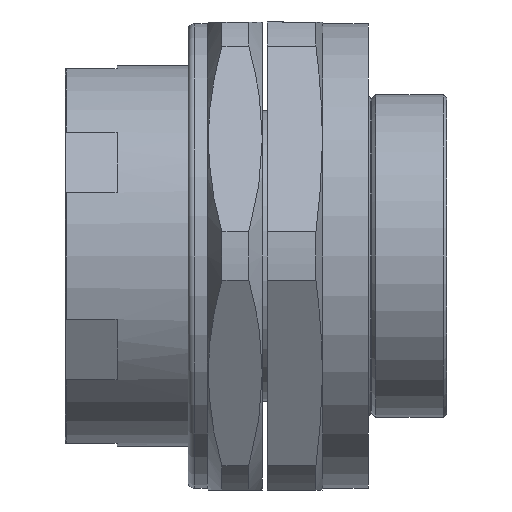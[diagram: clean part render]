
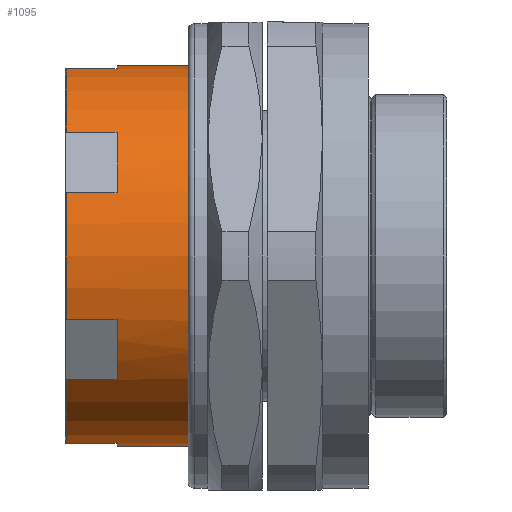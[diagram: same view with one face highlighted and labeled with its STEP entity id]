
A CAD part, front view. The second image highlights one B-rep face of the part: STEP entity #1095.
In plain terms, the highlighted cylindrical face has radius 59 mm (diameter 118 mm), a partial arc.
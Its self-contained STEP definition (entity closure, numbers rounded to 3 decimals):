
#1 = CARTESIAN_POINT ( 'NONE',  ( -30.62, 0., 0. ) ) ;
#13 = CARTESIAN_POINT ( 'NONE',  ( -30.62, 0., 0. ) ) ;
#21 = VERTEX_POINT ( 'NONE', #368 ) ;
#28 = ORIENTED_EDGE ( 'NONE', *, *, #3272, .T. ) ;
#56 = CARTESIAN_POINT ( 'NONE',  ( -30.62, -44.821, 38.367 ) ) ;
#70 = AXIS2_PLACEMENT_3D ( 'NONE', #3025, #1506, #3291 ) ;
#114 = CARTESIAN_POINT ( 'NONE',  ( -46.62, 0., -59. ) ) ;
#132 = CARTESIAN_POINT ( 'NONE',  ( -46.62, 0., 59. ) ) ;
#143 = ORIENTED_EDGE ( 'NONE', *, *, #3081, .F. ) ;
#210 = EDGE_CURVE ( 'NONE', #21, #1673, #2052, .T. ) ;
#270 = DIRECTION ( 'NONE',  ( 0., 0., -1. ) ) ;
#290 = LINE ( 'NONE', #1577, #377 ) ;
#291 = DIRECTION ( 'NONE',  ( 1., 0., 0. ) ) ;
#350 = DIRECTION ( 'NONE',  ( 0., 0., -1. ) ) ;
#367 = VERTEX_POINT ( 'NONE', #522 ) ;
#368 = CARTESIAN_POINT ( 'NONE',  ( -46.37, -10.817, 58. ) ) ;
#377 = VECTOR ( 'NONE', #1844, 1000. ) ;
#379 = CARTESIAN_POINT ( 'NONE',  ( -46.37, -10.817, -58. ) ) ;
#392 = EDGE_CURVE ( 'NONE', #1592, #2704, #2251, .T. ) ;
#418 = EDGE_CURVE ( 'NONE', #1636, #367, #1558, .T. ) ;
#484 = VERTEX_POINT ( 'NONE', #1107 ) ;
#493 = CYLINDRICAL_SURFACE ( 'NONE', #705, 59. ) ;
#522 = CARTESIAN_POINT ( 'NONE',  ( -30.62, -55.638, 19.633 ) ) ;
#544 = EDGE_CURVE ( 'NONE', #933, #21, #1853, .T. ) ;
#578 = VERTEX_POINT ( 'NONE', #1187 ) ;
#639 = DIRECTION ( 'NONE',  ( -1., 0., 0. ) ) ;
#656 = EDGE_CURVE ( 'NONE', #367, #484, #2358, .T. ) ;
#705 = AXIS2_PLACEMENT_3D ( 'NONE', #1723, #1162, #1669 ) ;
#746 = CARTESIAN_POINT ( 'NONE',  ( -30.62, 0., 0. ) ) ;
#747 = VERTEX_POINT ( 'NONE', #1246 ) ;
#753 = FACE_OUTER_BOUND ( 'NONE', #2017, .T. ) ;
#767 = EDGE_CURVE ( 'NONE', #1903, #1592, #1974, .T. ) ;
#846 = CARTESIAN_POINT ( 'NONE',  ( -30.62, -10.817, 58. ) ) ;
#860 = CIRCLE ( 'NONE', #1488, 59. ) ;
#869 = EDGE_CURVE ( 'NONE', #933, #578, #1809, .T. ) ;
#880 = ORIENTED_EDGE ( 'NONE', *, *, #392, .T. ) ;
#901 = LINE ( 'NONE', #114, #2223 ) ;
#923 = AXIS2_PLACEMENT_3D ( 'NONE', #746, #3103, #3368 ) ;
#926 = VERTEX_POINT ( 'NONE', #2410 ) ;
#933 = VERTEX_POINT ( 'NONE', #846 ) ;
#935 = ORIENTED_EDGE ( 'NONE', *, *, #2802, .T. ) ;
#944 = DIRECTION ( 'NONE',  ( -1., 0., 0. ) ) ;
#949 = ORIENTED_EDGE ( 'NONE', *, *, #3312, .T. ) ;
#961 = AXIS2_PLACEMENT_3D ( 'NONE', #1, #1896, #270 ) ;
#1005 = CARTESIAN_POINT ( 'NONE',  ( -46.37, -55.638, -19.633 ) ) ;
#1063 = ORIENTED_EDGE ( 'NONE', *, *, #1313, .T. ) ;
#1095 = ADVANCED_FACE ( 'NONE', ( #753 ), #493, .T. ) ;
#1106 = AXIS2_PLACEMENT_3D ( 'NONE', #2163, #291, #2412 ) ;
#1107 = CARTESIAN_POINT ( 'NONE',  ( -46.37, -55.638, 19.633 ) ) ;
#1117 = LINE ( 'NONE', #1283, #1818 ) ;
#1145 = DIRECTION ( 'NONE',  ( -1., 0., 0. ) ) ;
#1153 = VECTOR ( 'NONE', #1179, 1000. ) ;
#1158 = CARTESIAN_POINT ( 'NONE',  ( -46.62, -44.821, -38.367 ) ) ;
#1162 = DIRECTION ( 'NONE',  ( -1., 0., 0. ) ) ;
#1174 = EDGE_CURVE ( 'NONE', #2349, #747, #1847, .T. ) ;
#1179 = DIRECTION ( 'NONE',  ( -1., 0., 0. ) ) ;
#1185 = ORIENTED_EDGE ( 'NONE', *, *, #869, .F. ) ;
#1187 = CARTESIAN_POINT ( 'NONE',  ( -30.62, 0., 59. ) ) ;
#1206 = VERTEX_POINT ( 'NONE', #1215 ) ;
#1215 = CARTESIAN_POINT ( 'NONE',  ( -3.12, 0., 59. ) ) ;
#1225 = ORIENTED_EDGE ( 'NONE', *, *, #3130, .T. ) ;
#1246 = CARTESIAN_POINT ( 'NONE',  ( -30.62, -55.638, -19.633 ) ) ;
#1275 = CARTESIAN_POINT ( 'NONE',  ( -30.62, 0., -59. ) ) ;
#1283 = CARTESIAN_POINT ( 'NONE',  ( -46.62, -44.821, 38.367 ) ) ;
#1313 = EDGE_CURVE ( 'NONE', #3064, #1903, #1595, .T. ) ;
#1324 = ORIENTED_EDGE ( 'NONE', *, *, #418, .T. ) ;
#1333 = DIRECTION ( 'NONE',  ( 1., 0., 0. ) ) ;
#1368 = DIRECTION ( 'NONE',  ( 1., 0., 0. ) ) ;
#1417 = CARTESIAN_POINT ( 'NONE',  ( -30.62, -44.821, -38.367 ) ) ;
#1435 = AXIS2_PLACEMENT_3D ( 'NONE', #13, #639, #1457 ) ;
#1451 = VECTOR ( 'NONE', #1145, 1000. ) ;
#1457 = DIRECTION ( 'NONE',  ( 0., 0., -1. ) ) ;
#1470 = CARTESIAN_POINT ( 'NONE',  ( -46.62, -55.638, 19.633 ) ) ;
#1474 = EDGE_CURVE ( 'NONE', #1206, #578, #2391, .T. ) ;
#1488 = AXIS2_PLACEMENT_3D ( 'NONE', #2868, #1333, #3119 ) ;
#1506 = DIRECTION ( 'NONE',  ( -1., 0., 0. ) ) ;
#1522 = AXIS2_PLACEMENT_3D ( 'NONE', #3151, #1368, #2894 ) ;
#1524 = CARTESIAN_POINT ( 'NONE',  ( -46.62, -10.817, -58. ) ) ;
#1558 = CIRCLE ( 'NONE', #1106, 59. ) ;
#1577 = CARTESIAN_POINT ( 'NONE',  ( -46.62, -55.638, -19.633 ) ) ;
#1592 = VERTEX_POINT ( 'NONE', #3366 ) ;
#1595 = CIRCLE ( 'NONE', #2788, 59. ) ;
#1636 = VERTEX_POINT ( 'NONE', #56 ) ;
#1669 = DIRECTION ( 'NONE',  ( 0., 0., -1. ) ) ;
#1673 = VERTEX_POINT ( 'NONE', #2931 ) ;
#1677 = ORIENTED_EDGE ( 'NONE', *, *, #1174, .F. ) ;
#1710 = ORIENTED_EDGE ( 'NONE', *, *, #656, .T. ) ;
#1723 = CARTESIAN_POINT ( 'NONE',  ( -46.62, 0., 0. ) ) ;
#1753 = DIRECTION ( 'NONE',  ( 1., 0., 0. ) ) ;
#1809 = CIRCLE ( 'NONE', #961, 59. ) ;
#1818 = VECTOR ( 'NONE', #2811, 1000. ) ;
#1844 = DIRECTION ( 'NONE',  ( 1., 0., 0. ) ) ;
#1847 = CIRCLE ( 'NONE', #1435, 59. ) ;
#1853 = LINE ( 'NONE', #2966, #1153 ) ;
#1896 = DIRECTION ( 'NONE',  ( -1., 0., 0. ) ) ;
#1903 = VERTEX_POINT ( 'NONE', #379 ) ;
#1956 = CARTESIAN_POINT ( 'NONE',  ( -46.37, 0., 0. ) ) ;
#1974 = LINE ( 'NONE', #1524, #2869 ) ;
#2017 = EDGE_LOOP ( 'NONE', ( #1225, #2201, #1185, #2230, #2506, #28, #1324, #1710, #935, #949, #1677, #3303, #1063, #3270, #880, #143 ) ) ;
#2024 = EDGE_CURVE ( 'NONE', #2349, #3064, #3412, .T. ) ;
#2051 = DIRECTION ( 'NONE',  ( -1., 0., 0. ) ) ;
#2052 = CIRCLE ( 'NONE', #1522, 59. ) ;
#2163 = CARTESIAN_POINT ( 'NONE',  ( -30.62, 0., 0. ) ) ;
#2201 = ORIENTED_EDGE ( 'NONE', *, *, #1474, .T. ) ;
#2223 = VECTOR ( 'NONE', #944, 1000. ) ;
#2230 = ORIENTED_EDGE ( 'NONE', *, *, #544, .T. ) ;
#2239 = CARTESIAN_POINT ( 'NONE',  ( -46.37, -44.821, -38.367 ) ) ;
#2251 = CIRCLE ( 'NONE', #923, 59. ) ;
#2345 = VERTEX_POINT ( 'NONE', #1005 ) ;
#2349 = VERTEX_POINT ( 'NONE', #1417 ) ;
#2358 = LINE ( 'NONE', #1470, #2956 ) ;
#2391 = LINE ( 'NONE', #132, #3055 ) ;
#2410 = CARTESIAN_POINT ( 'NONE',  ( -3.12, 0., -59. ) ) ;
#2412 = DIRECTION ( 'NONE',  ( 0., 0., 1. ) ) ;
#2506 = ORIENTED_EDGE ( 'NONE', *, *, #210, .T. ) ;
#2704 = VERTEX_POINT ( 'NONE', #1275 ) ;
#2788 = AXIS2_PLACEMENT_3D ( 'NONE', #1956, #1753, #350 ) ;
#2802 = EDGE_CURVE ( 'NONE', #484, #2345, #860, .T. ) ;
#2811 = DIRECTION ( 'NONE',  ( 1., 0., 0. ) ) ;
#2868 = CARTESIAN_POINT ( 'NONE',  ( -46.37, 0., 0. ) ) ;
#2869 = VECTOR ( 'NONE', #3306, 1000. ) ;
#2894 = DIRECTION ( 'NONE',  ( 0., 0., -1. ) ) ;
#2931 = CARTESIAN_POINT ( 'NONE',  ( -46.37, -44.821, 38.367 ) ) ;
#2956 = VECTOR ( 'NONE', #2996, 1000. ) ;
#2966 = CARTESIAN_POINT ( 'NONE',  ( -46.62, -10.817, 58. ) ) ;
#2996 = DIRECTION ( 'NONE',  ( -1., 0., 0. ) ) ;
#3025 = CARTESIAN_POINT ( 'NONE',  ( -3.12, 0., 0. ) ) ;
#3055 = VECTOR ( 'NONE', #2051, 1000. ) ;
#3064 = VERTEX_POINT ( 'NONE', #2239 ) ;
#3081 = EDGE_CURVE ( 'NONE', #926, #2704, #901, .T. ) ;
#3103 = DIRECTION ( 'NONE',  ( 1., 0., 0. ) ) ;
#3119 = DIRECTION ( 'NONE',  ( 0., 0., -1. ) ) ;
#3130 = EDGE_CURVE ( 'NONE', #926, #1206, #3316, .T. ) ;
#3151 = CARTESIAN_POINT ( 'NONE',  ( -46.37, 0., 0. ) ) ;
#3270 = ORIENTED_EDGE ( 'NONE', *, *, #767, .T. ) ;
#3272 = EDGE_CURVE ( 'NONE', #1673, #1636, #1117, .T. ) ;
#3291 = DIRECTION ( 'NONE',  ( 0., 0., -1. ) ) ;
#3303 = ORIENTED_EDGE ( 'NONE', *, *, #2024, .T. ) ;
#3306 = DIRECTION ( 'NONE',  ( 1., 0., 0. ) ) ;
#3312 = EDGE_CURVE ( 'NONE', #2345, #747, #290, .T. ) ;
#3316 = CIRCLE ( 'NONE', #70, 59. ) ;
#3366 = CARTESIAN_POINT ( 'NONE',  ( -30.62, -10.817, -58. ) ) ;
#3368 = DIRECTION ( 'NONE',  ( 0., 0., 1. ) ) ;
#3412 = LINE ( 'NONE', #1158, #1451 ) ;
